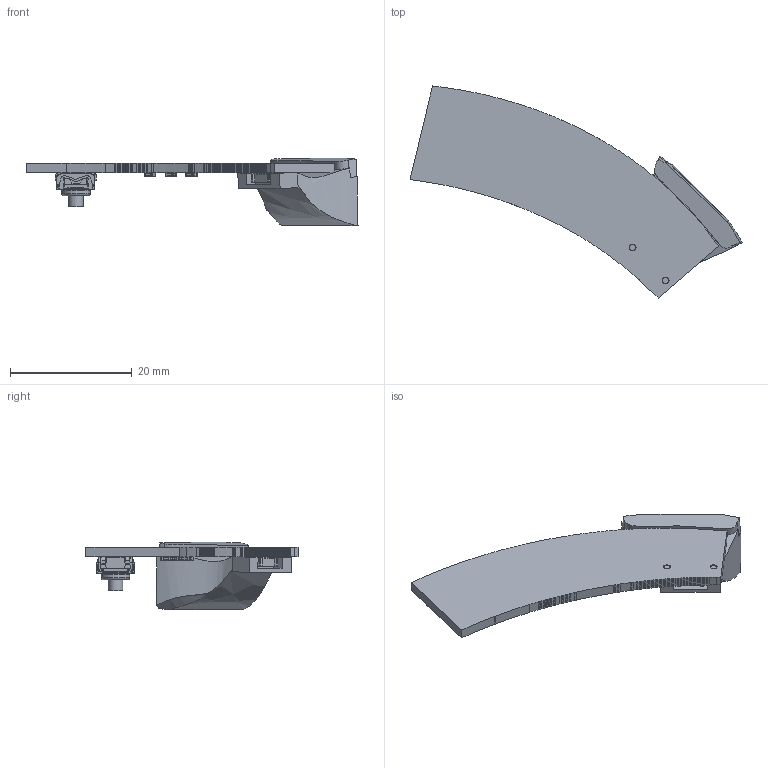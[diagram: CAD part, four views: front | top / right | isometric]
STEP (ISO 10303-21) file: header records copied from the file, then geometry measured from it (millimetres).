
FILE_DESCRIPTION(('Open CASCADE Model'),'2;1');
FILE_NAME('Open CASCADE Shape Model','2023-12-14T16:37:38',('Author'),( 'Open CASCADE'),'Open CASCADE STEP processor 6.8','Open CASCADE 6.8' ,'Unknown');
FILE_SCHEMA(('AUTOMOTIVE_DESIGN { 1 0 10303 214 1 1 1 1 }'));
Products named in the file (1): PCB
Bounding box: 54.56 x 34.86 x 11.07 mm (x, y, z)
Volume: 1358 mm3; surface area: 3097.2 mm2
Topology: 12 solids, 293 shells, 950 faces, 3234 edges, 2562 vertices
Faces by surface type: plane 619, cylinder 178, bspline 115, sphere 29, offset 4, cone 3, torus 2
Full cylindrical faces by diameter (mm): 1 x5, 1.1 x2, 1.5 x1, 2.4 x1, 3.05 x2, 4.7 x1
Entity records: 47015 total; most frequent: CARTESIAN_POINT 18303, ORIENTED_EDGE 5064, DIRECTION 4702, EDGE_CURVE 3205, VERTEX_POINT 2562, LINE 2220, VECTOR 2220, AXIS2_PLACEMENT_3D 1241
